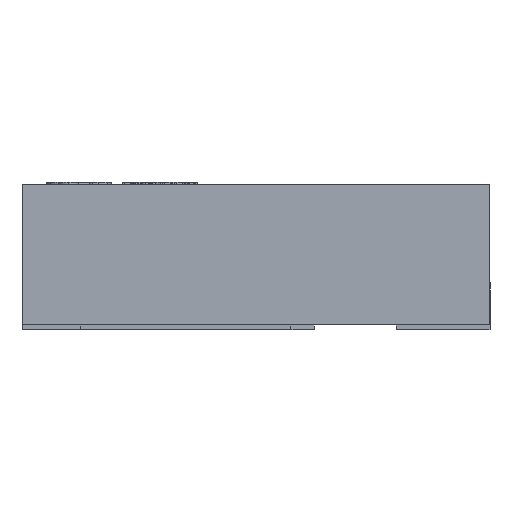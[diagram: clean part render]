
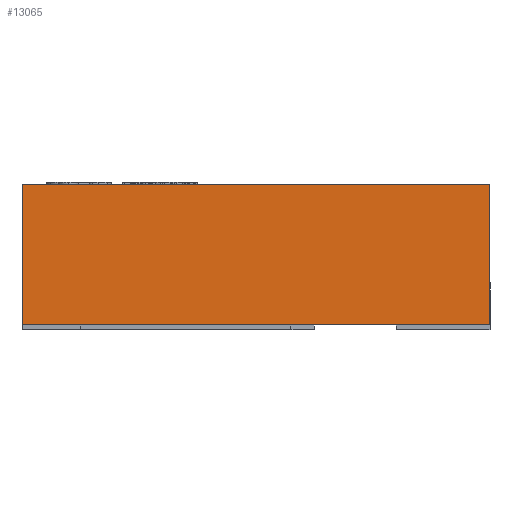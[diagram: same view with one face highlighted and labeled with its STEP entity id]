
A CAD part, front view. The second image highlights one B-rep face of the part: STEP entity #13065.
In plain terms, the highlighted planar face has unit normal (0, -1, 0).
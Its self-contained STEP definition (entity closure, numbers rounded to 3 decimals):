
#17 = VERTEX_POINT ( 'NONE', #4606 ) ;
#157 = LINE ( 'NONE', #8047, #9029 ) ;
#703 = ORIENTED_EDGE ( 'NONE', *, *, #7128, .F. ) ;
#720 = EDGE_CURVE ( 'NONE', #17, #11426, #3401, .T. ) ;
#793 = DIRECTION ( 'NONE',  ( 0., 1., 0. ) ) ;
#960 = PLANE ( 'NONE',  #8646 ) ;
#1144 = CARTESIAN_POINT ( 'NONE',  ( -1., -1., 0.6 ) ) ;
#1254 = CARTESIAN_POINT ( 'NONE',  ( 1., -1., 0.6 ) ) ;
#1371 = CARTESIAN_POINT ( 'NONE',  ( 1., -1., 0.6 ) ) ;
#1442 = VECTOR ( 'NONE', #13066, 1000. ) ;
#2746 = VECTOR ( 'NONE', #7273, 1000. ) ;
#2933 = EDGE_CURVE ( 'NONE', #6516, #7015, #11706, .T. ) ;
#3063 = DIRECTION ( 'NONE',  ( 0., 0., -1. ) ) ;
#3401 = LINE ( 'NONE', #1144, #6944 ) ;
#3615 = DIRECTION ( 'NONE',  ( 0., 0., -1. ) ) ;
#4221 = ORIENTED_EDGE ( 'NONE', *, *, #10077, .T. ) ;
#4606 = CARTESIAN_POINT ( 'NONE',  ( -1., -1., 0.6 ) ) ;
#5537 = ORIENTED_EDGE ( 'NONE', *, *, #2933, .F. ) ;
#5544 = CARTESIAN_POINT ( 'NONE',  ( 1., -1., 0. ) ) ;
#6516 = VERTEX_POINT ( 'NONE', #1254 ) ;
#6944 = VECTOR ( 'NONE', #3615, 1000. ) ;
#7015 = VERTEX_POINT ( 'NONE', #5544 ) ;
#7053 = DIRECTION ( 'NONE',  ( 1., 0., 0. ) ) ;
#7128 = EDGE_CURVE ( 'NONE', #17, #6516, #9495, .T. ) ;
#7273 = DIRECTION ( 'NONE',  ( 0., 0., -1. ) ) ;
#8047 = CARTESIAN_POINT ( 'NONE',  ( 1., -1., 0. ) ) ;
#8646 = AXIS2_PLACEMENT_3D ( 'NONE', #14775, #793, #3063 ) ;
#8727 = ORIENTED_EDGE ( 'NONE', *, *, #720, .T. ) ;
#9029 = VECTOR ( 'NONE', #7053, 1000. ) ;
#9495 = LINE ( 'NONE', #10675, #1442 ) ;
#10077 = EDGE_CURVE ( 'NONE', #11426, #7015, #157, .T. ) ;
#10675 = CARTESIAN_POINT ( 'NONE',  ( 1., -1., 0.6 ) ) ;
#10915 = CARTESIAN_POINT ( 'NONE',  ( -1., -1., 0. ) ) ;
#11288 = EDGE_LOOP ( 'NONE', ( #4221, #5537, #703, #8727 ) ) ;
#11426 = VERTEX_POINT ( 'NONE', #10915 ) ;
#11706 = LINE ( 'NONE', #1371, #2746 ) ;
#13065 = ADVANCED_FACE ( 'NONE', ( #13548 ), #960, .F. ) ;
#13066 = DIRECTION ( 'NONE',  ( 1., 0., 0. ) ) ;
#13548 = FACE_OUTER_BOUND ( 'NONE', #11288, .T. ) ;
#14775 = CARTESIAN_POINT ( 'NONE',  ( 1., -1., 0.6 ) ) ;
